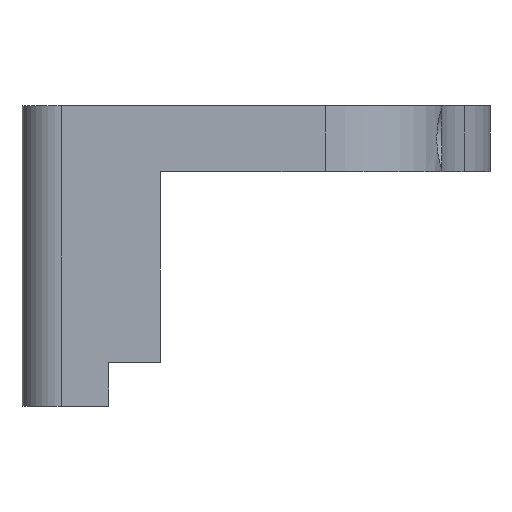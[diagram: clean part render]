
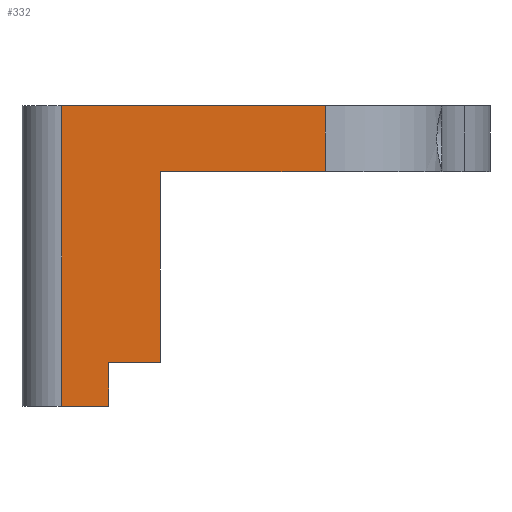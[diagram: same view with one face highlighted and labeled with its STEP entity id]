
A CAD part, front view. The second image highlights one B-rep face of the part: STEP entity #332.
In plain terms, the highlighted planar face has unit normal (0, -1, 0).
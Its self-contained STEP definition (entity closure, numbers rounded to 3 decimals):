
#31 = EDGE_CURVE ( 'NONE', #593, #1923, #234, .T. ) ;
#44 = VERTEX_POINT ( 'NONE', #2012 ) ;
#53 = EDGE_LOOP ( 'NONE', ( #1249, #131, #1405, #1564, #1196, #1830, #1581, #867 ) ) ;
#57 = CARTESIAN_POINT ( 'NONE',  ( -24., -69.6, -51.885 ) ) ;
#75 = VERTEX_POINT ( 'NONE', #1375 ) ;
#106 = LINE ( 'NONE', #1387, #803 ) ;
#129 = DIRECTION ( 'NONE',  ( 1., 0., 0. ) ) ;
#131 = ORIENTED_EDGE ( 'NONE', *, *, #1328, .F. ) ;
#166 = VECTOR ( 'NONE', #129, 1000. ) ;
#176 = FACE_OUTER_BOUND ( 'NONE', #53, .T. ) ;
#195 = DIRECTION ( 'NONE',  ( 0., 0., -1. ) ) ;
#234 = LINE ( 'NONE', #1545, #746 ) ;
#292 = DIRECTION ( 'NONE',  ( 1., 0., 0. ) ) ;
#332 = ADVANCED_FACE ( 'NONE', ( #176 ), #345, .T. ) ;
#345 = PLANE ( 'NONE',  #2057 ) ;
#383 = EDGE_CURVE ( 'NONE', #1540, #1473, #666, .T. ) ;
#393 = VERTEX_POINT ( 'NONE', #1783 ) ;
#434 = CARTESIAN_POINT ( 'NONE',  ( 0., -69.6, -23.376 ) ) ;
#443 = DIRECTION ( 'NONE',  ( 0., 0., 1. ) ) ;
#482 = VECTOR ( 'NONE', #1139, 1000. ) ;
#588 = LINE ( 'NONE', #1431, #769 ) ;
#593 = VERTEX_POINT ( 'NONE', #1531 ) ;
#622 = VECTOR ( 'NONE', #1451, 1000. ) ;
#666 = LINE ( 'NONE', #57, #482 ) ;
#718 = CARTESIAN_POINT ( 'NONE',  ( -19.7, -69.6, -51.885 ) ) ;
#746 = VECTOR ( 'NONE', #443, 1000. ) ;
#769 = VECTOR ( 'NONE', #292, 1000. ) ;
#803 = VECTOR ( 'NONE', #1235, 1000. ) ;
#851 = DIRECTION ( 'NONE',  ( 0., 0., -1. ) ) ;
#867 = ORIENTED_EDGE ( 'NONE', *, *, #1374, .F. ) ;
#876 = LINE ( 'NONE', #718, #917 ) ;
#917 = VECTOR ( 'NONE', #1355, 1000. ) ;
#975 = CARTESIAN_POINT ( 'NONE',  ( 0., -69.6, -27.376 ) ) ;
#1030 = LINE ( 'NONE', #1049, #1913 ) ;
#1049 = CARTESIAN_POINT ( 'NONE',  ( 0., -69.6, 4. ) ) ;
#1095 = LINE ( 'NONE', #975, #622 ) ;
#1139 = DIRECTION ( 'NONE',  ( 0., 0., 1. ) ) ;
#1160 = DIRECTION ( 'NONE',  ( 0., -1., 0. ) ) ;
#1196 = ORIENTED_EDGE ( 'NONE', *, *, #1214, .T. ) ;
#1214 = EDGE_CURVE ( 'NONE', #44, #75, #876, .T. ) ;
#1235 = DIRECTION ( 'NONE',  ( -1., 0., 0. ) ) ;
#1249 = ORIENTED_EDGE ( 'NONE', *, *, #1617, .F. ) ;
#1255 = EDGE_CURVE ( 'NONE', #75, #593, #2034, .T. ) ;
#1281 = CARTESIAN_POINT ( 'NONE',  ( -24., -69.6, 0. ) ) ;
#1328 = EDGE_CURVE ( 'NONE', #1473, #1886, #588, .T. ) ;
#1355 = DIRECTION ( 'NONE',  ( 0., 0., 1. ) ) ;
#1374 = EDGE_CURVE ( 'NONE', #393, #1923, #106, .T. ) ;
#1375 = CARTESIAN_POINT ( 'NONE',  ( -19.7, -69.6, -23.376 ) ) ;
#1380 = CARTESIAN_POINT ( 'NONE',  ( 0., -69.6, 0. ) ) ;
#1387 = CARTESIAN_POINT ( 'NONE',  ( -15., -69.6, -6. ) ) ;
#1400 = EDGE_CURVE ( 'NONE', #1540, #44, #1095, .T. ) ;
#1405 = ORIENTED_EDGE ( 'NONE', *, *, #383, .F. ) ;
#1431 = CARTESIAN_POINT ( 'NONE',  ( -15., -69.6, 0. ) ) ;
#1451 = DIRECTION ( 'NONE',  ( 1., 0., 0. ) ) ;
#1460 = CARTESIAN_POINT ( 'NONE',  ( -15., -69.6, -73.687 ) ) ;
#1462 = CARTESIAN_POINT ( 'NONE',  ( -24., -69.6, -27.376 ) ) ;
#1473 = VERTEX_POINT ( 'NONE', #1281 ) ;
#1531 = CARTESIAN_POINT ( 'NONE',  ( -15., -69.6, -23.376 ) ) ;
#1540 = VERTEX_POINT ( 'NONE', #1462 ) ;
#1545 = CARTESIAN_POINT ( 'NONE',  ( -15., -69.6, -47.048 ) ) ;
#1564 = ORIENTED_EDGE ( 'NONE', *, *, #1400, .T. ) ;
#1581 = ORIENTED_EDGE ( 'NONE', *, *, #31, .T. ) ;
#1597 = CARTESIAN_POINT ( 'NONE',  ( -15., -69.6, -6. ) ) ;
#1617 = EDGE_CURVE ( 'NONE', #1886, #393, #1030, .T. ) ;
#1783 = CARTESIAN_POINT ( 'NONE',  ( 0., -69.6, -6. ) ) ;
#1830 = ORIENTED_EDGE ( 'NONE', *, *, #1255, .T. ) ;
#1886 = VERTEX_POINT ( 'NONE', #1380 ) ;
#1913 = VECTOR ( 'NONE', #195, 1000. ) ;
#1923 = VERTEX_POINT ( 'NONE', #1597 ) ;
#2012 = CARTESIAN_POINT ( 'NONE',  ( -19.7, -69.6, -27.376 ) ) ;
#2034 = LINE ( 'NONE', #434, #166 ) ;
#2057 = AXIS2_PLACEMENT_3D ( 'NONE', #1460, #1160, #851 ) ;
